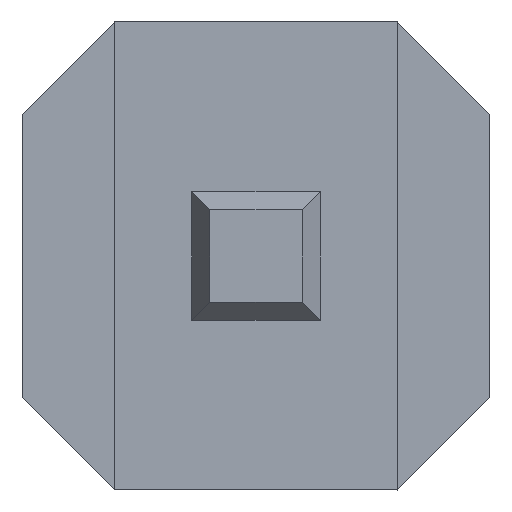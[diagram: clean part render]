
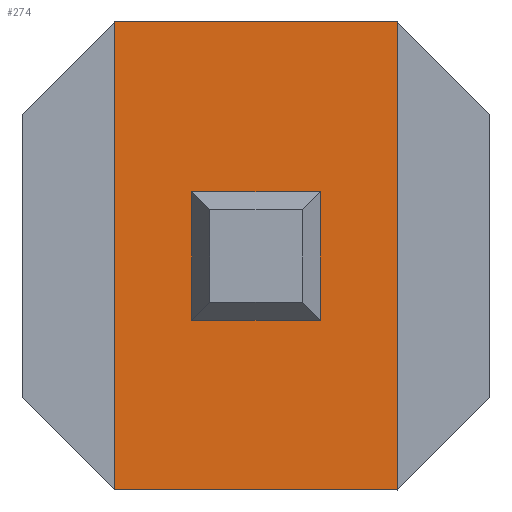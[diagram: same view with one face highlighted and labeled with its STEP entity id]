
A CAD part, front view. The second image highlights one B-rep face of the part: STEP entity #274.
In plain terms, the highlighted planar face has unit normal (0, -1, 0).
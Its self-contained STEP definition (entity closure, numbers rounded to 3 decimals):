
#101 = ORIENTED_EDGE ( 'NONE', *, *, #234, .T. ) ;
#103 = ORIENTED_EDGE ( 'NONE', *, *, #208, .F. ) ;
#104 = ORIENTED_EDGE ( 'NONE', *, *, #232, .F. ) ;
#105 = ORIENTED_EDGE ( 'NONE', *, *, #209, .F. ) ;
#122 = ORIENTED_EDGE ( 'NONE', *, *, #1345, .F. ) ;
#123 = ORIENTED_EDGE ( 'NONE', *, *, #1354, .F. ) ;
#126 = ORIENTED_EDGE ( 'NONE', *, *, #233, .F. ) ;
#127 = ORIENTED_EDGE ( 'NONE', *, *, #225, .F. ) ;
#208 = EDGE_CURVE ( 'NONE', #1983, #1974, #745, .T. ) ;
#209 = EDGE_CURVE ( 'NONE', #1993, #1983, #746, .T. ) ;
#225 = EDGE_CURVE ( 'NONE', #1976, #2012, #1290, .T. ) ;
#232 = EDGE_CURVE ( 'NONE', #1974, #1963, #1286, .T. ) ;
#233 = EDGE_CURVE ( 'NONE', #1991, #1976, #1272, .T. ) ;
#234 = EDGE_CURVE ( 'NONE', #1993, #1963, #1270, .T. ) ;
#274 = ADVANCED_FACE ( 'NONE', ( #497, #501 ), #1815, .F. ) ;
#355 = CARTESIAN_POINT ( 'NONE',  ( -0.35, 0.54, 0.35 ) ) ;
#356 = DIRECTION ( 'NONE',  ( -1., 0., 0. ) ) ;
#373 = CARTESIAN_POINT ( 'NONE',  ( 0.35, 0.54, -0.35 ) ) ;
#374 = DIRECTION ( 'NONE',  ( 0., 0., 1. ) ) ;
#394 = CARTESIAN_POINT ( 'NONE',  ( 0.77, 0.54, 1.27 ) ) ;
#397 = CARTESIAN_POINT ( 'NONE',  ( 0.35, 0.54, 0.35 ) ) ;
#404 = CARTESIAN_POINT ( 'NONE',  ( -0.77, 0.54, 1.27 ) ) ;
#406 = CARTESIAN_POINT ( 'NONE',  ( -0.35, 0.54, -0.35 ) ) ;
#413 = CARTESIAN_POINT ( 'NONE',  ( -0.77, 0.54, -1.27 ) ) ;
#421 = CARTESIAN_POINT ( 'NONE',  ( -0.35, 0.54, 0.35 ) ) ;
#422 = CARTESIAN_POINT ( 'NONE',  ( 0.77, 0.54, -1.27 ) ) ;
#440 = CARTESIAN_POINT ( 'NONE',  ( 0.35, 0.54, -0.35 ) ) ;
#497 = FACE_OUTER_BOUND ( 'NONE', #1200, .T. ) ;
#501 = FACE_BOUND ( 'NONE', #1236, .T. ) ;
#745 = LINE ( 'NONE', #1482, #753 ) ;
#746 = LINE ( 'NONE', #1474, #756 ) ;
#753 = VECTOR ( 'NONE', #1470, 1000. ) ;
#756 = VECTOR ( 'NONE', #1468, 1000. ) ;
#807 = AXIS2_PLACEMENT_3D ( 'NONE', #1881, #1809, #1820 ) ;
#1156 = LINE ( 'NONE', #355, #1159 ) ;
#1159 = VECTOR ( 'NONE', #356, 1000. ) ;
#1173 = LINE ( 'NONE', #373, #1176 ) ;
#1176 = VECTOR ( 'NONE', #374, 1000. ) ;
#1183 = VECTOR ( 'NONE', #1382, 1000. ) ;
#1200 = EDGE_LOOP ( 'NONE', ( #101, #104, #103, #105 ) ) ;
#1236 = EDGE_LOOP ( 'NONE', ( #126, #122, #123, #127 ) ) ;
#1270 = LINE ( 'NONE', #1398, #1183 ) ;
#1272 = LINE ( 'NONE', #1385, #1275 ) ;
#1273 = VECTOR ( 'NONE', #1387, 1000. ) ;
#1275 = VECTOR ( 'NONE', #1383, 1000. ) ;
#1279 = VECTOR ( 'NONE', #1419, 1000. ) ;
#1286 = LINE ( 'NONE', #1412, #1273 ) ;
#1290 = LINE ( 'NONE', #1445, #1279 ) ;
#1345 = EDGE_CURVE ( 'NONE', #1967, #1991, #1156, .T. ) ;
#1354 = EDGE_CURVE ( 'NONE', #2012, #1967, #1173, .T. ) ;
#1382 = DIRECTION ( 'NONE',  ( 0., 0., 1. ) ) ;
#1383 = DIRECTION ( 'NONE',  ( 0., 0., -1. ) ) ;
#1385 = CARTESIAN_POINT ( 'NONE',  ( -0.35, 0.54, -0.35 ) ) ;
#1387 = DIRECTION ( 'NONE',  ( 1., 0., 0. ) ) ;
#1398 = CARTESIAN_POINT ( 'NONE',  ( 0.77, 0.54, -1.27 ) ) ;
#1412 = CARTESIAN_POINT ( 'NONE',  ( -0.77, 0.54, 1.27 ) ) ;
#1419 = DIRECTION ( 'NONE',  ( 1., 0., 0. ) ) ;
#1445 = CARTESIAN_POINT ( 'NONE',  ( -0.77, 0.54, -0.35 ) ) ;
#1468 = DIRECTION ( 'NONE',  ( -1., 0., 0. ) ) ;
#1470 = DIRECTION ( 'NONE',  ( 0., 0., 1. ) ) ;
#1474 = CARTESIAN_POINT ( 'NONE',  ( -0.77, 0.54, -1.27 ) ) ;
#1482 = CARTESIAN_POINT ( 'NONE',  ( -0.77, 0.54, -1.27 ) ) ;
#1809 = DIRECTION ( 'NONE',  ( 0., 1., 0. ) ) ;
#1815 = PLANE ( 'NONE',  #807 ) ;
#1820 = DIRECTION ( 'NONE',  ( 0., 0., 1. ) ) ;
#1881 = CARTESIAN_POINT ( 'NONE',  ( -0.77, 0.54, -1.27 ) ) ;
#1963 = VERTEX_POINT ( 'NONE', #394 ) ;
#1967 = VERTEX_POINT ( 'NONE', #397 ) ;
#1974 = VERTEX_POINT ( 'NONE', #404 ) ;
#1976 = VERTEX_POINT ( 'NONE', #406 ) ;
#1983 = VERTEX_POINT ( 'NONE', #413 ) ;
#1991 = VERTEX_POINT ( 'NONE', #421 ) ;
#1993 = VERTEX_POINT ( 'NONE', #422 ) ;
#2012 = VERTEX_POINT ( 'NONE', #440 ) ;
